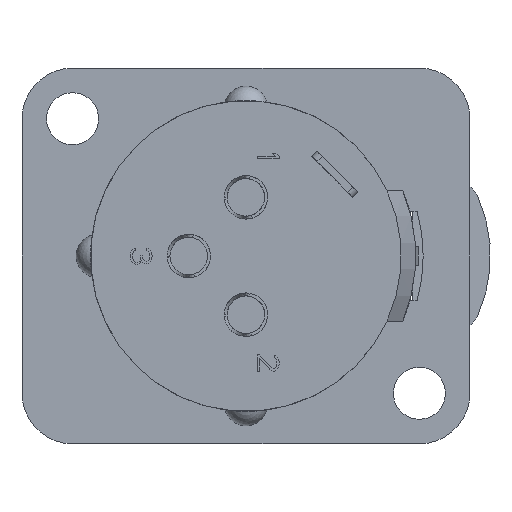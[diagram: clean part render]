
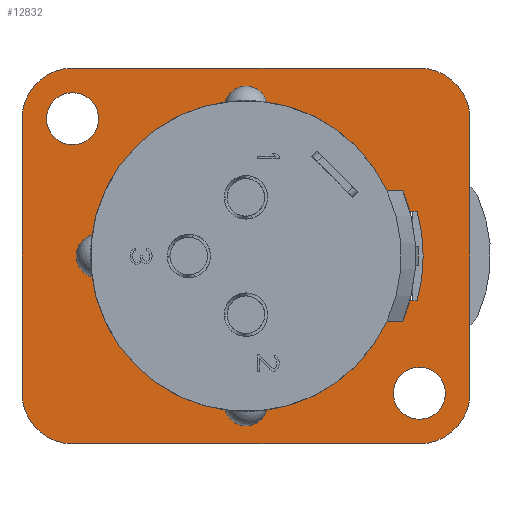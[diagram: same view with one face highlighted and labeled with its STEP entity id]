
A CAD part, front view. The second image highlights one B-rep face of the part: STEP entity #12832.
In plain terms, the highlighted planar face has unit normal (0, -1, 0).
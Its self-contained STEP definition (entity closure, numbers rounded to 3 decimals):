
#189=DIRECTION('',(1.,0.,0.));
#190=VECTOR('',#189,0.516);
#191=CARTESIAN_POINT('',(11.334,16.6,3.1));
#192=LINE('',#191,#190);
#2633=CARTESIAN_POINT('',(0.,16.6,0.));
#2634=DIRECTION('',(0.,1.,0.));
#2635=DIRECTION('',(0.134,0.,0.991));
#2636=AXIS2_PLACEMENT_3D('',#2633,#2634,#2635);
#2643=CARTESIAN_POINT('',(0.,16.6,0.));
#2644=DIRECTION('',(0.,1.,0.));
#2645=DIRECTION('',(0.908,0.,-0.419));
#2646=AXIS2_PLACEMENT_3D('',#2643,#2644,#2645);
#2687=CARTESIAN_POINT('',(0.,16.6,0.));
#2688=DIRECTION('',(0.,1.,0.));
#2689=DIRECTION('',(-0.134,0.,-0.991));
#2690=AXIS2_PLACEMENT_3D('',#2687,#2688,#2689);
#2725=CARTESIAN_POINT('',(0.,16.6,0.));
#2726=DIRECTION('',(0.,1.,0.));
#2727=DIRECTION('',(-0.991,0.,0.134));
#2728=AXIS2_PLACEMENT_3D('',#2725,#2726,#2727);
#2730=CARTESIAN_POINT('',(12.,16.6,-9.5));
#2731=DIRECTION('',(0.,1.,0.));
#2732=DIRECTION('',(1.,0.,0.));
#2733=AXIS2_PLACEMENT_3D('',#2730,#2731,#2732);
#2735=DIRECTION('',(-1.,0.,0.));
#2736=VECTOR('',#2735,24.);
#2737=CARTESIAN_POINT('',(12.,16.6,-13.));
#2738=LINE('',#2737,#2736);
#2739=CARTESIAN_POINT('',(-12.,16.6,-9.5));
#2740=DIRECTION('',(0.,1.,0.));
#2741=DIRECTION('',(0.,0.,-1.));
#2742=AXIS2_PLACEMENT_3D('',#2739,#2740,#2741);
#2744=DIRECTION('',(0.,0.,1.));
#2745=VECTOR('',#2744,19.);
#2746=CARTESIAN_POINT('',(-15.5,16.6,-9.5));
#2747=LINE('',#2746,#2745);
#2748=CARTESIAN_POINT('',(-12.,16.6,9.5));
#2749=DIRECTION('',(0.,1.,0.));
#2750=DIRECTION('',(-1.,0.,0.));
#2751=AXIS2_PLACEMENT_3D('',#2748,#2749,#2750);
#2753=DIRECTION('',(1.,0.,0.));
#2754=VECTOR('',#2753,24.);
#2755=CARTESIAN_POINT('',(-12.,16.6,13.));
#2756=LINE('',#2755,#2754);
#2757=CARTESIAN_POINT('',(12.,16.6,9.5));
#2758=DIRECTION('',(0.,1.,0.));
#2759=DIRECTION('',(0.,0.,1.));
#2760=AXIS2_PLACEMENT_3D('',#2757,#2758,#2759);
#2762=DIRECTION('',(0.,0.,-1.));
#2763=VECTOR('',#2762,19.);
#2764=CARTESIAN_POINT('',(15.5,16.6,9.5));
#2765=LINE('',#2764,#2763);
#2766=CARTESIAN_POINT('',(12.,16.6,-9.5));
#2767=DIRECTION('',(0.,1.,0.));
#2768=DIRECTION('',(1.,0.,0.));
#2769=AXIS2_PLACEMENT_3D('',#2766,#2767,#2768);
#2771=CARTESIAN_POINT('',(12.,16.6,-9.5));
#2772=DIRECTION('',(0.,1.,0.));
#2773=DIRECTION('',(-1.,0.,0.));
#2774=AXIS2_PLACEMENT_3D('',#2771,#2772,#2773);
#2776=CARTESIAN_POINT('',(-12.,16.6,9.5));
#2777=DIRECTION('',(0.,1.,0.));
#2778=DIRECTION('',(1.,0.,0.));
#2779=AXIS2_PLACEMENT_3D('',#2776,#2777,#2778);
#2781=CARTESIAN_POINT('',(-12.,16.6,9.5));
#2782=DIRECTION('',(0.,1.,0.));
#2783=DIRECTION('',(-1.,0.,0.));
#2784=AXIS2_PLACEMENT_3D('',#2781,#2782,#2783);
#2786=CARTESIAN_POINT('',(0.,16.6,10.25));
#2787=DIRECTION('',(0.,1.,0.));
#2788=DIRECTION('',(-0.963,0.,0.268));
#2789=AXIS2_PLACEMENT_3D('',#2786,#2787,#2788);
#2791=CARTESIAN_POINT('',(-10.25,16.6,0.));
#2792=DIRECTION('',(0.,1.,0.));
#2793=DIRECTION('',(-0.268,0.,-0.963));
#2794=AXIS2_PLACEMENT_3D('',#2791,#2792,#2793);
#2796=CARTESIAN_POINT('',(0.,16.6,-10.25));
#2797=DIRECTION('',(0.,1.,0.));
#2798=DIRECTION('',(0.963,0.,-0.268));
#2799=AXIS2_PLACEMENT_3D('',#2796,#2797,#2798);
#2801=DIRECTION('',(1.,0.,0.));
#2802=VECTOR('',#2801,1.091);
#2803=CARTESIAN_POINT('',(9.763,16.6,-4.5));
#2804=LINE('',#2803,#2802);
#2805=CARTESIAN_POINT('',(0.,16.6,0.));
#2806=DIRECTION('',(0.,-1.,0.));
#2807=DIRECTION('',(0.924,0.,-0.383));
#2808=AXIS2_PLACEMENT_3D('',#2805,#2806,#2807);
#2810=CARTESIAN_POINT('',(0.516,16.6,0.));
#2811=DIRECTION('',(0.,1.,0.));
#2812=DIRECTION('',(0.965,0.,0.264));
#2813=AXIS2_PLACEMENT_3D('',#2810,#2811,#2812);
#2815=CARTESIAN_POINT('',(0.,16.6,0.));
#2816=DIRECTION('',(0.,-1.,0.));
#2817=DIRECTION('',(0.965,0.,0.264));
#2818=AXIS2_PLACEMENT_3D('',#2815,#2816,#2817);
#2820=DIRECTION('',(-1.,0.,0.));
#2821=VECTOR('',#2820,1.091);
#2822=CARTESIAN_POINT('',(10.854,16.6,4.5));
#2823=LINE('',#2822,#2821);
#2947=DIRECTION('',(-1.,0.,0.));
#2948=VECTOR('',#2947,0.516);
#2949=CARTESIAN_POINT('',(11.849,16.6,-3.1));
#2950=LINE('',#2949,#2948);
#8385=CARTESIAN_POINT('',(15.5,16.6,-9.5));
#8386=CARTESIAN_POINT('',(12.,16.6,-13.));
#8387=VERTEX_POINT('',#8385);
#8388=VERTEX_POINT('',#8386);
#8389=CARTESIAN_POINT('',(-12.,16.6,-13.));
#8390=VERTEX_POINT('',#8389);
#8391=CARTESIAN_POINT('',(-15.5,16.6,-9.5));
#8392=VERTEX_POINT('',#8391);
#8393=CARTESIAN_POINT('',(-15.5,16.6,9.5));
#8394=VERTEX_POINT('',#8393);
#8395=CARTESIAN_POINT('',(-12.,16.6,13.));
#8396=VERTEX_POINT('',#8395);
#8397=CARTESIAN_POINT('',(12.,16.6,13.));
#8398=VERTEX_POINT('',#8397);
#8399=CARTESIAN_POINT('',(15.5,16.6,9.5));
#8400=VERTEX_POINT('',#8399);
#8417=CARTESIAN_POINT('',(9.763,16.6,-4.5));
#8418=CARTESIAN_POINT('',(10.854,16.6,-4.5));
#8419=VERTEX_POINT('',#8417);
#8420=VERTEX_POINT('',#8418);
#8421=CARTESIAN_POINT('',(10.854,16.6,4.5));
#8422=CARTESIAN_POINT('',(9.763,16.6,4.5));
#8423=VERTEX_POINT('',#8421);
#8424=VERTEX_POINT('',#8422);
#8440=CARTESIAN_POINT('',(11.334,16.6,3.1));
#8442=VERTEX_POINT('',#8440);
#8444=CARTESIAN_POINT('',(11.334,16.6,-3.1));
#8446=VERTEX_POINT('',#8444);
#8476=CARTESIAN_POINT('',(13.8,16.6,-9.5));
#8477=CARTESIAN_POINT('',(10.2,16.6,-9.5));
#8478=VERTEX_POINT('',#8476);
#8479=VERTEX_POINT('',#8477);
#8492=CARTESIAN_POINT('',(-10.2,16.6,9.5));
#8493=CARTESIAN_POINT('',(-13.8,16.6,9.5));
#8494=VERTEX_POINT('',#8492);
#8495=VERTEX_POINT('',#8493);
#8500=CARTESIAN_POINT('',(-10.652,16.6,-1.445));
#8501=CARTESIAN_POINT('',(-10.652,16.6,1.445));
#8502=VERTEX_POINT('',#8500);
#8503=VERTEX_POINT('',#8501);
#8508=CARTESIAN_POINT('',(11.849,16.6,3.1));
#8509=CARTESIAN_POINT('',(11.849,16.6,-3.1));
#8510=VERTEX_POINT('',#8508);
#8511=VERTEX_POINT('',#8509);
#9119=CARTESIAN_POINT('',(-1.445,16.6,10.652));
#9120=CARTESIAN_POINT('',(1.445,16.6,10.652));
#9121=VERTEX_POINT('',#9119);
#9122=VERTEX_POINT('',#9120);
#9123=CARTESIAN_POINT('',(1.445,16.6,-10.652));
#9124=CARTESIAN_POINT('',(-1.445,16.6,-10.652));
#9125=VERTEX_POINT('',#9123);
#9126=VERTEX_POINT('',#9124);
#12774=CARTESIAN_POINT('',(0.,16.6,0.));
#12775=DIRECTION('',(0.,1.,0.));
#12776=DIRECTION('',(1.,0.,0.));
#12777=AXIS2_PLACEMENT_3D('',#12774,#12775,#12776);
#12778=PLANE('',#12777);
#12780=ORIENTED_EDGE('',*,*,#12779,.T.);
#12782=ORIENTED_EDGE('',*,*,#12781,.T.);
#12784=ORIENTED_EDGE('',*,*,#12783,.T.);
#12786=ORIENTED_EDGE('',*,*,#12785,.T.);
#12788=ORIENTED_EDGE('',*,*,#12787,.T.);
#12790=ORIENTED_EDGE('',*,*,#12789,.T.);
#12792=ORIENTED_EDGE('',*,*,#12791,.T.);
#12794=ORIENTED_EDGE('',*,*,#12793,.T.);
#12795=EDGE_LOOP('',(#12780,#12782,#12784,#12786,#12788,#12790,#12792,#12794));
#12796=FACE_OUTER_BOUND('',#12795,.F.);
#12798=ORIENTED_EDGE('',*,*,#12797,.F.);
#12800=ORIENTED_EDGE('',*,*,#12799,.F.);
#12801=EDGE_LOOP('',(#12798,#12800));
#12802=FACE_BOUND('',#12801,.F.);
#12804=ORIENTED_EDGE('',*,*,#12803,.F.);
#12806=ORIENTED_EDGE('',*,*,#12805,.F.);
#12807=EDGE_LOOP('',(#12804,#12806));
#12808=FACE_BOUND('',#12807,.F.);
#12809=ORIENTED_EDGE('',*,*,#12765,.F.);
#12810=ORIENTED_EDGE('',*,*,#12755,.F.);
#12812=ORIENTED_EDGE('',*,*,#12811,.F.);
#12813=ORIENTED_EDGE('',*,*,#12747,.F.);
#12815=ORIENTED_EDGE('',*,*,#12814,.F.);
#12816=ORIENTED_EDGE('',*,*,#12739,.F.);
#12818=ORIENTED_EDGE('',*,*,#12817,.T.);
#12820=ORIENTED_EDGE('',*,*,#12819,.T.);
#12822=ORIENTED_EDGE('',*,*,#12821,.F.);
#12824=ORIENTED_EDGE('',*,*,#12823,.F.);
#12825=ORIENTED_EDGE('',*,*,#9566,.F.);
#12827=ORIENTED_EDGE('',*,*,#12826,.T.);
#12828=ORIENTED_EDGE('',*,*,#12715,.T.);
#12829=ORIENTED_EDGE('',*,*,#12733,.F.);
#12830=EDGE_LOOP('',(#12809,#12810,#12812,#12813,#12815,#12816,#12818,#12820,
#12822,#12824,#12825,#12827,#12828,#12829));
#12831=FACE_BOUND('',#12830,.F.);
#2637=CIRCLE('',#2636,10.75);
#2647=CIRCLE('',#2646,10.75);
#2691=CIRCLE('',#2690,10.75);
#2729=CIRCLE('',#2728,10.75);
#2734=CIRCLE('',#2733,3.5);
#2743=CIRCLE('',#2742,3.5);
#2752=CIRCLE('',#2751,3.5);
#2761=CIRCLE('',#2760,3.5);
#2770=CIRCLE('',#2769,1.8);
#2775=CIRCLE('',#2774,1.8);
#2780=CIRCLE('',#2779,1.8);
#2785=CIRCLE('',#2784,1.8);
#2790=CIRCLE('',#2789,1.5);
#2795=CIRCLE('',#2794,1.5);
#2800=CIRCLE('',#2799,1.5);
#2809=CIRCLE('',#2808,11.75);
#2814=CIRCLE('',#2813,11.75);
#2819=CIRCLE('',#2818,11.75);
#9566=EDGE_CURVE('',#8442,#8510,#192,.T.);
#12715=EDGE_CURVE('',#8423,#8424,#2823,.T.);
#12733=EDGE_CURVE('',#9122,#8424,#2637,.T.);
#12739=EDGE_CURVE('',#8419,#9125,#2647,.T.);
#12747=EDGE_CURVE('',#9126,#8502,#2691,.T.);
#12755=EDGE_CURVE('',#8503,#9121,#2729,.T.);
#12765=EDGE_CURVE('',#9121,#9122,#2790,.T.);
#12779=EDGE_CURVE('',#8387,#8388,#2734,.T.);
#12781=EDGE_CURVE('',#8388,#8390,#2738,.T.);
#12783=EDGE_CURVE('',#8390,#8392,#2743,.T.);
#12785=EDGE_CURVE('',#8392,#8394,#2747,.T.);
#12787=EDGE_CURVE('',#8394,#8396,#2752,.T.);
#12789=EDGE_CURVE('',#8396,#8398,#2756,.T.);
#12791=EDGE_CURVE('',#8398,#8400,#2761,.T.);
#12793=EDGE_CURVE('',#8400,#8387,#2765,.T.);
#12797=EDGE_CURVE('',#8478,#8479,#2770,.T.);
#12799=EDGE_CURVE('',#8479,#8478,#2775,.T.);
#12803=EDGE_CURVE('',#8494,#8495,#2780,.T.);
#12805=EDGE_CURVE('',#8495,#8494,#2785,.T.);
#12811=EDGE_CURVE('',#8502,#8503,#2795,.T.);
#12814=EDGE_CURVE('',#9125,#9126,#2800,.T.);
#12817=EDGE_CURVE('',#8419,#8420,#2804,.T.);
#12819=EDGE_CURVE('',#8420,#8446,#2809,.T.);
#12821=EDGE_CURVE('',#8511,#8446,#2950,.T.);
#12823=EDGE_CURVE('',#8510,#8511,#2814,.T.);
#12826=EDGE_CURVE('',#8442,#8423,#2819,.T.);
#12832=ADVANCED_FACE('',(#12796,#12802,#12808,#12831),#12778,.F.);
